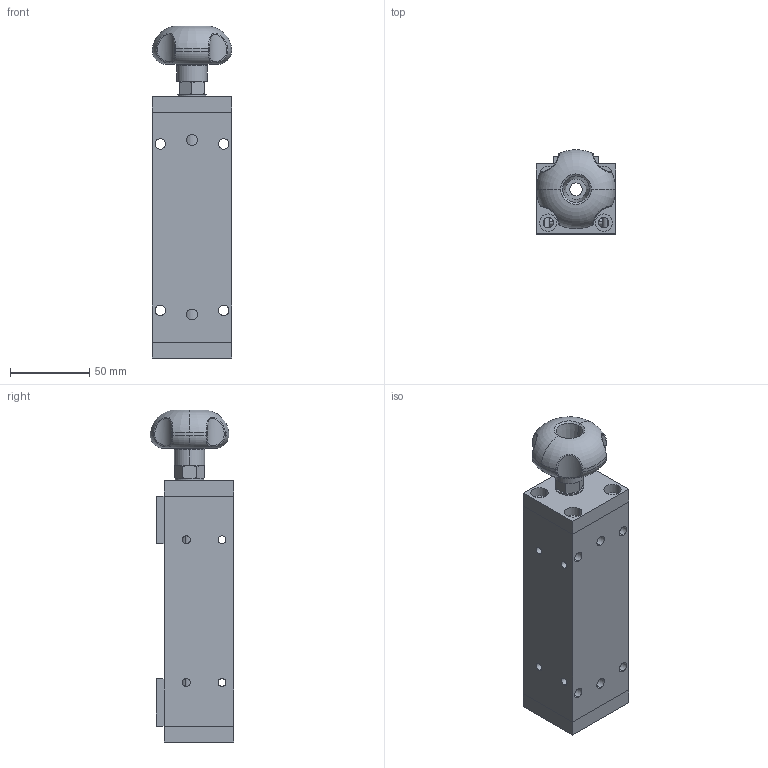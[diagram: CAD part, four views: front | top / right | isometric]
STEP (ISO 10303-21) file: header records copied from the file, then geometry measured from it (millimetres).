
FILE_DESCRIPTION (( 'STEP AP203' ), '1' );
FILE_NAME ('231127 STEP 1-300430-03_6158.STEP', '2023-11-27T08:38:40', ( '' ), ( '' ), 'SwSTEP 2.0', 'SolidWorks 2022', '' );
FILE_SCHEMA (( 'CONFIG_CONTROL_DESIGN' ));
Length unit declared in the file: millimetre
Products named in the file (1): 231127 STEP 1-300430-03_6158
Bounding box: 50 x 52.84 x 209.39 mm (x, y, z)
Surface area: 69950.1 mm2 (no closed solid volume)
Topology: 0 solids, 12 shells, 348 faces, 1085 edges, 752 vertices
Faces by surface type: bspline 132, plane 121, cylinder 77, cone 14, torus 4
Entity records: 20937 total; most frequent: CARTESIAN_POINT 12232, ORIENTED_EDGE 1896, DIRECTION 1333, EDGE_CURVE 1085, VERTEX_POINT 752, LINE 523, VECTOR 523, EDGE_LOOP 425
